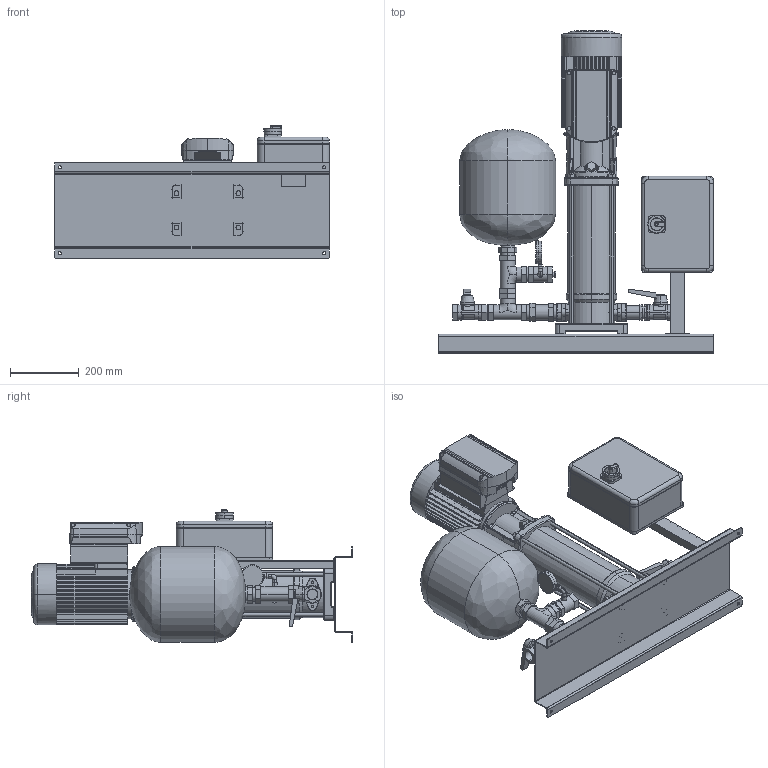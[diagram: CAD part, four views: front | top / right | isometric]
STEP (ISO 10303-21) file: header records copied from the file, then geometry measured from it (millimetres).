
FILE_DESCRIPTION (( 'STEP AP214' ), '1' );
FILE_NAME ('1SBI_5-20_TE_ZB00064957.STEP', '2022-07-17T21:38:55', ( '' ), ( '' ), 'SwSTEP 2.0', 'SolidWorks 2020', '' );
FILE_SCHEMA (( 'AUTOMOTIVE_DESIGN' ));
Length unit declared in the file: millimetre
Products named in the file (1): 1SBI_5-20_TE_ZB00064957
Bounding box: 800 x 937 x 387 mm (x, y, z)
Volume: 43795486.3 mm3; surface area: 2763547.9 mm2
Topology: 27 solids, 27 shells, 1582 faces, 3961 edges, 2473 vertices
Faces by surface type: plane 661, cylinder 522, bspline 202, torus 114, cone 64, sphere 19
Entity records: 84893 total; most frequent: CARTESIAN_POINT 30834, ORIENTED_EDGE 7862, DIRECTION 7164, EDGE_CURVE 3931, AXIS2_PLACEMENT_3D 2687, VERTEX_POINT 2473, LINE 1790, VECTOR 1790
